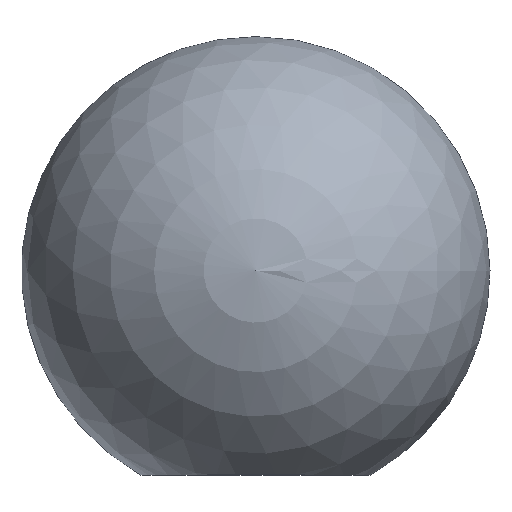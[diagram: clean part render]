
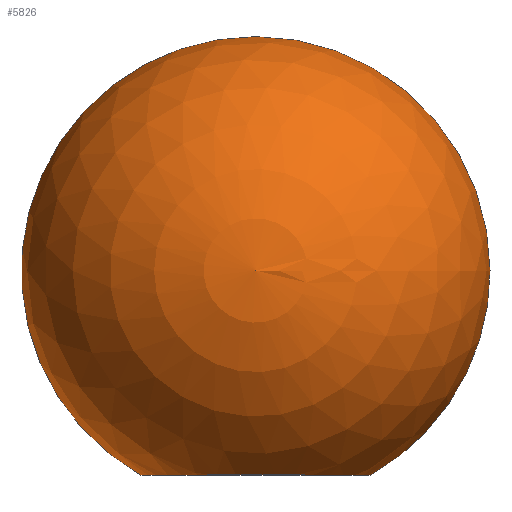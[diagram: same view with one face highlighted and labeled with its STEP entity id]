
A CAD part, top view. The second image highlights one B-rep face of the part: STEP entity #5826.
In plain terms, the highlighted spherical face has radius 15 mm.
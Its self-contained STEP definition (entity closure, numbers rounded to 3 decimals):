
#360 = CIRCLE ( 'NONE', #1749, 15. ) ;
#1749 = AXIS2_PLACEMENT_3D ( 'NONE', #3374, #8638, #11887 ) ;
#2125 = VERTEX_POINT ( 'NONE', #8299 ) ;
#2290 = DIRECTION ( 'NONE',  ( 1., 0., 0. ) ) ;
#2492 = FACE_OUTER_BOUND ( 'NONE', #10167, .T. ) ;
#2747 = ORIENTED_EDGE ( 'NONE', *, *, #12082, .F. ) ;
#2841 = EDGE_CURVE ( 'NONE', #12410, #6947, #360, .T. ) ;
#3123 = ORIENTED_EDGE ( 'NONE', *, *, #2841, .T. ) ;
#3149 = DIRECTION ( 'NONE',  ( 0., 0., 1. ) ) ;
#3239 = AXIS2_PLACEMENT_3D ( 'NONE', #3265, #5370, #11593 ) ;
#3265 = CARTESIAN_POINT ( 'NONE',  ( 0., 0., 0. ) ) ;
#3374 = CARTESIAN_POINT ( 'NONE',  ( 0., 0., 0. ) ) ;
#4304 = CARTESIAN_POINT ( 'NONE',  ( 0., -13.076, 0. ) ) ;
#4376 = CIRCLE ( 'NONE', #11038, 7.35 ) ;
#4377 = CARTESIAN_POINT ( 'NONE',  ( 0., 0., 0. ) ) ;
#4480 = AXIS2_PLACEMENT_3D ( 'NONE', #4377, #3149, #10555 ) ;
#5370 = DIRECTION ( 'NONE',  ( 0., 0., -1. ) ) ;
#5826 = ADVANCED_FACE ( 'NONE', ( #2492 ), #10186, .T. ) ;
#6947 = VERTEX_POINT ( 'NONE', #8661 ) ;
#7661 = CIRCLE ( 'NONE', #3239, 15. ) ;
#8299 = CARTESIAN_POINT ( 'NONE',  ( 7.35, -13.076, 0. ) ) ;
#8552 = DIRECTION ( 'NONE',  ( 0., -1., 0. ) ) ;
#8638 = DIRECTION ( 'NONE',  ( 0., 0., 1. ) ) ;
#8661 = CARTESIAN_POINT ( 'NONE',  ( -7.35, -13.076, 0. ) ) ;
#8752 = CARTESIAN_POINT ( 'NONE',  ( 0., 15., 0. ) ) ;
#9801 = ORIENTED_EDGE ( 'NONE', *, *, #12358, .F. ) ;
#10167 = EDGE_LOOP ( 'NONE', ( #9801, #3123, #2747 ) ) ;
#10186 = SPHERICAL_SURFACE ( 'NONE', #4480, 15. ) ;
#10555 = DIRECTION ( 'NONE',  ( 1., 0., 0. ) ) ;
#11038 = AXIS2_PLACEMENT_3D ( 'NONE', #4304, #8552, #2290 ) ;
#11593 = DIRECTION ( 'NONE',  ( -1., 0., 0. ) ) ;
#11887 = DIRECTION ( 'NONE',  ( 1., 0., 0. ) ) ;
#12082 = EDGE_CURVE ( 'NONE', #2125, #6947, #4376, .T. ) ;
#12358 = EDGE_CURVE ( 'NONE', #12410, #2125, #7661, .T. ) ;
#12410 = VERTEX_POINT ( 'NONE', #8752 ) ;
